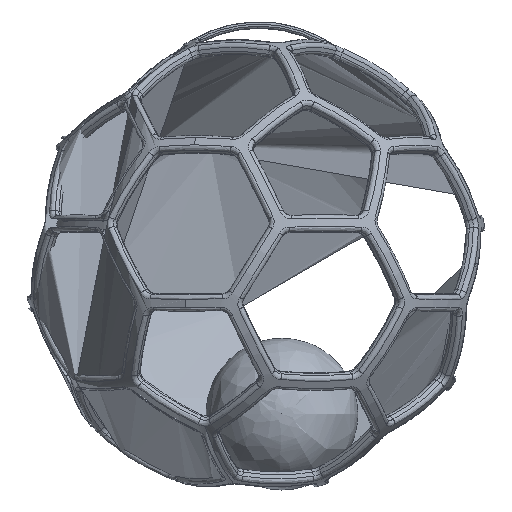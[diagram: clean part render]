
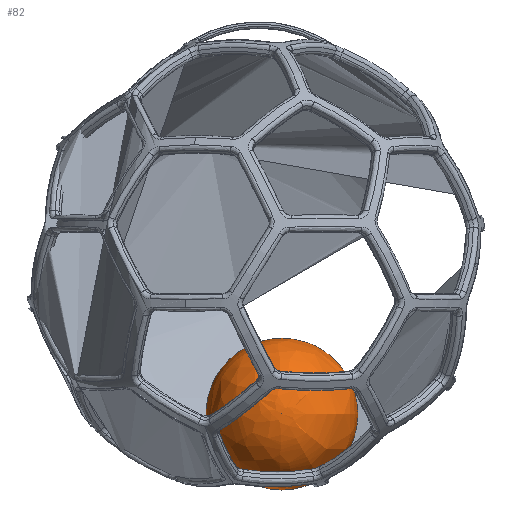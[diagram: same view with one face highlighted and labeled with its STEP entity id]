
A CAD part, top view. The second image highlights one B-rep face of the part: STEP entity #82.
In plain terms, the highlighted free-form (B-spline) face has degree [2, 2] with [7, 3] control points.
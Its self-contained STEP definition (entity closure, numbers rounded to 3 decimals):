
#21 = EDGE_CURVE('',#22,#24,#26,.T.);
#22 = VERTEX_POINT('',#23);
#23 = CARTESIAN_POINT('',(51.007,-198.433,0.));
#24 = VERTEX_POINT('',#25);
#25 = CARTESIAN_POINT('',(12.993,-160.419,0.));
#26 = ( BOUNDED_CURVE() B_SPLINE_CURVE(2,(#27,#28,#29),.UNSPECIFIED.,.F.
,.F.) B_SPLINE_CURVE_WITH_KNOTS((3,3),(6.283,7.854),
.PIECEWISE_BEZIER_KNOTS.) CURVE() GEOMETRIC_REPRESENTATION_ITEM() 
RATIONAL_B_SPLINE_CURVE((1.,0.707,1.)) REPRESENTATION_ITEM('') 
  );
#27 = CARTESIAN_POINT('',(51.007,-198.433,0.));
#28 = CARTESIAN_POINT('',(51.007,-160.419,0.));
#29 = CARTESIAN_POINT('',(12.993,-160.419,0.));
#45 = EDGE_CURVE('',#46,#22,#48,.T.);
#46 = VERTEX_POINT('',#47);
#47 = CARTESIAN_POINT('',(12.993,-236.447,0.));
#48 = ( BOUNDED_CURVE() B_SPLINE_CURVE(2,(#49,#50,#51),.UNSPECIFIED.,.F.
,.F.) B_SPLINE_CURVE_WITH_KNOTS((3,3),(4.712,6.283),
.PIECEWISE_BEZIER_KNOTS.) CURVE() GEOMETRIC_REPRESENTATION_ITEM() 
RATIONAL_B_SPLINE_CURVE((1.,0.707,1.)) REPRESENTATION_ITEM('') 
  );
#49 = CARTESIAN_POINT('',(12.993,-236.447,0.));
#50 = CARTESIAN_POINT('',(51.007,-236.447,0.));
#51 = CARTESIAN_POINT('',(51.007,-198.433,0.));
#53 = EDGE_CURVE('',#46,#24,#54,.T.);
#54 = ( BOUNDED_CURVE() B_SPLINE_CURVE(2,(#55,#56,#57,#58,#59),
.UNSPECIFIED.,.F.,.F.) B_SPLINE_CURVE_WITH_KNOTS((3,2,3),(4.712
,6.283,7.854),.PIECEWISE_BEZIER_KNOTS.) CURVE() 
GEOMETRIC_REPRESENTATION_ITEM() RATIONAL_B_SPLINE_CURVE((1.,
0.707,1.,0.707,1.)) REPRESENTATION_ITEM('') );
#55 = CARTESIAN_POINT('',(12.993,-236.447,
    0.));
#56 = CARTESIAN_POINT('',(-25.022,-236.447,
    0.));
#57 = CARTESIAN_POINT('',(-25.022,-198.433,
    0.));
#58 = CARTESIAN_POINT('',(-25.022,-160.419,
    0.));
#59 = CARTESIAN_POINT('',(12.993,-160.419,
    0.));
#82 = ADVANCED_FACE('',(#83),#102,.T.);
#83 = FACE_BOUND('',#84,.T.);
#84 = EDGE_LOOP('',(#85,#86,#87,#100,#101));
#85 = ORIENTED_EDGE('',*,*,#53,.F.);
#86 = ORIENTED_EDGE('',*,*,#45,.T.);
#87 = ORIENTED_EDGE('',*,*,#88,.F.);
#88 = EDGE_CURVE('',#89,#22,#91,.T.);
#89 = VERTEX_POINT('',#90);
#90 = CARTESIAN_POINT('',(12.993,-198.433,
    38.014));
#91 = B_SPLINE_CURVE_WITH_KNOTS('',7,(#92,#93,#94,#95,#96,#97,#98,#99),
  .UNSPECIFIED.,.F.,.F.,(8,8),(-1.571,0.),
  .PIECEWISE_BEZIER_KNOTS.);
#92 = CARTESIAN_POINT('',(12.993,-198.433,
    38.014));
#93 = CARTESIAN_POINT('',(21.523,-198.433,38.014
    ));
#94 = CARTESIAN_POINT('',(30.054,-198.433,
    35.781));
#95 = CARTESIAN_POINT('',(37.883,-198.433,31.315
    ));
#96 = CARTESIAN_POINT('',(44.308,-198.433,
    24.89));
#97 = CARTESIAN_POINT('',(48.774,-198.433,
    17.061));
#98 = CARTESIAN_POINT('',(51.007,-198.433,8.53
    ));
#99 = CARTESIAN_POINT('',(51.007,-198.433,0.));
#100 = ORIENTED_EDGE('',*,*,#88,.T.);
#101 = ORIENTED_EDGE('',*,*,#21,.T.);
#102 = ( BOUNDED_SURFACE() B_SPLINE_SURFACE(2,2,(
    (#103,#104,#105)
    ,(#106,#107,#108)
    ,(#109,#110,#111)
    ,(#112,#113,#114)
    ,(#115,#116,#117)
    ,(#118,#119,#120)
    ,(#121,#122,#123
)),.UNSPECIFIED.,.T.,.F.,.F.) B_SPLINE_SURFACE_WITH_KNOTS((1,2,2,2,2,1),
  (3,3),(-2.094,0.,2.094,4.189,6.283,
    8.378),(-1.571,0.),.UNSPECIFIED.) 
GEOMETRIC_REPRESENTATION_ITEM() RATIONAL_B_SPLINE_SURFACE((
    (1.,0.707,1.)
    ,(0.5,0.354,0.5)
    ,(1.,0.707,1.)
    ,(0.5,0.354,0.5)
    ,(1.,0.707,1.)
    ,(0.5,0.354,0.5)
,(1.,0.707,1.))) REPRESENTATION_ITEM('') SURFACE() );
#103 = CARTESIAN_POINT('',(12.993,-198.433,
    38.014));
#104 = CARTESIAN_POINT('',(51.007,-198.433,
    38.014));
#105 = CARTESIAN_POINT('',(51.007,-198.433,0.));
#106 = CARTESIAN_POINT('',(12.993,-198.433,
    38.014));
#107 = CARTESIAN_POINT('',(51.007,-264.276,
    38.014));
#108 = CARTESIAN_POINT('',(51.007,-264.276,0.));
#109 = CARTESIAN_POINT('',(12.993,-198.433,
    38.014));
#110 = CARTESIAN_POINT('',(-6.014,-231.354,
    38.014));
#111 = CARTESIAN_POINT('',(-6.014,-231.354,0.));
#112 = CARTESIAN_POINT('',(12.993,-198.433,
    38.014));
#113 = CARTESIAN_POINT('',(-63.036,-198.433,
    38.014));
#114 = CARTESIAN_POINT('',(-63.036,-198.433,0.));
#115 = CARTESIAN_POINT('',(12.993,-198.433,
    38.014));
#116 = CARTESIAN_POINT('',(-6.014,-165.511,
    38.014));
#117 = CARTESIAN_POINT('',(-6.014,-165.511,0.));
#118 = CARTESIAN_POINT('',(12.993,-198.433,
    38.014));
#119 = CARTESIAN_POINT('',(51.007,-132.59,
    38.014));
#120 = CARTESIAN_POINT('',(51.007,-132.59,0.));
#121 = CARTESIAN_POINT('',(12.993,-198.433,
    38.014));
#122 = CARTESIAN_POINT('',(51.007,-198.433,
    38.014));
#123 = CARTESIAN_POINT('',(51.007,-198.433,0.));
